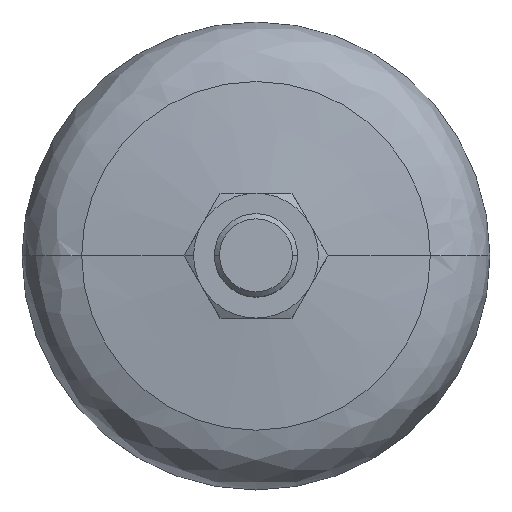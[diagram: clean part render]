
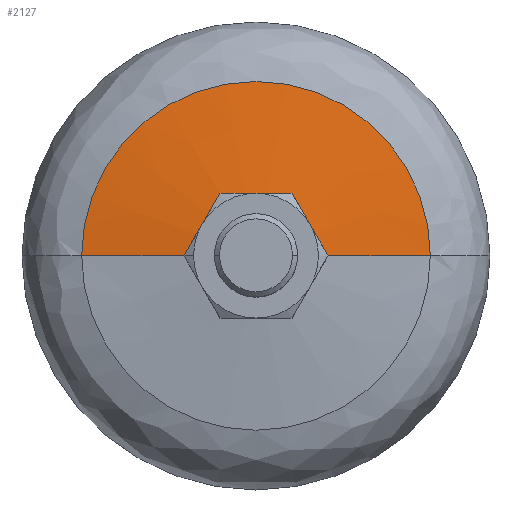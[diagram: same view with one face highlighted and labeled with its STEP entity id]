
A CAD part, top view. The second image highlights one B-rep face of the part: STEP entity #2127.
In plain terms, the highlighted conical face has half-angle 83.25 degrees and reference radius 33.528 mm.
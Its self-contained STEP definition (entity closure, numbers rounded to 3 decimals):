
#40 = DIRECTION ( 'NONE',  ( -1., 0., 0. ) ) ;
#114 = ORIENTED_EDGE ( 'NONE', *, *, #150, .T. ) ;
#122 = CIRCLE ( 'NONE', #1241, 7.42 ) ;
#150 = EDGE_CURVE ( 'NONE', #1510, #458, #2641, .T. ) ;
#152 = CARTESIAN_POINT ( 'NONE',  ( 0., 0., 17.91 ) ) ;
#184 = AXIS2_PLACEMENT_3D ( 'NONE', #152, #2588, #1348 ) ;
#254 = CARTESIAN_POINT ( 'NONE',  ( 0., 0., 17.91 ) ) ;
#255 = CARTESIAN_POINT ( 'NONE',  ( 33.528, 0., 17.91 ) ) ;
#327 = EDGE_LOOP ( 'NONE', ( #964, #114, #1178, #1884, #2363, #1585 ) ) ;
#403 = CARTESIAN_POINT ( 'NONE',  ( 3.578, 6.5, 21. ) ) ;
#409 = CIRCLE ( 'NONE', #1841, 7.42 ) ;
#441 = VECTOR ( 'NONE', #920, 1000. ) ;
#458 = VERTEX_POINT ( 'NONE', #255 ) ;
#585 = CARTESIAN_POINT ( 'NONE',  ( 0., 0., 21. ) ) ;
#593 = VERTEX_POINT ( 'NONE', #2123 ) ;
#628 = AXIS2_PLACEMENT_3D ( 'NONE', #2083, #1848, #1029 ) ;
#629 = DIRECTION ( 'NONE',  ( -1., 0., 0. ) ) ;
#875 = AXIS2_PLACEMENT_3D ( 'NONE', #254, #2105, #40 ) ;
#892 = DIRECTION ( 'NONE',  ( 0., 0., -1. ) ) ;
#897 = DIRECTION ( 'NONE',  ( -0.993, 0., -0.118 ) ) ;
#902 = DIRECTION ( 'NONE',  ( -1., 0., 0. ) ) ;
#914 = CARTESIAN_POINT ( 'NONE',  ( -33.528, 0., 17.91 ) ) ;
#920 = DIRECTION ( 'NONE',  ( 0.993, 0., -0.118 ) ) ;
#964 = ORIENTED_EDGE ( 'NONE', *, *, #1135, .T. ) ;
#1029 = DIRECTION ( 'NONE',  ( -1., 0., 0. ) ) ;
#1135 = EDGE_CURVE ( 'NONE', #2584, #1510, #409, .T. ) ;
#1178 = ORIENTED_EDGE ( 'NONE', *, *, #1724, .F. ) ;
#1199 = CARTESIAN_POINT ( 'NONE',  ( 7.42, 0., 21. ) ) ;
#1241 = AXIS2_PLACEMENT_3D ( 'NONE', #2566, #892, #902 ) ;
#1269 = EDGE_CURVE ( 'NONE', #1526, #2584, #122, .T. ) ;
#1312 = CONICAL_SURFACE ( 'NONE', #875, 33.528, 1.453 ) ;
#1348 = DIRECTION ( 'NONE',  ( 1., 0., 0. ) ) ;
#1443 = VERTEX_POINT ( 'NONE', #2000 ) ;
#1510 = VERTEX_POINT ( 'NONE', #1199 ) ;
#1522 = EDGE_CURVE ( 'NONE', #593, #1526, #2135, .T. ) ;
#1526 = VERTEX_POINT ( 'NONE', #2645 ) ;
#1585 = ORIENTED_EDGE ( 'NONE', *, *, #1269, .T. ) ;
#1724 = EDGE_CURVE ( 'NONE', #1443, #458, #2536, .T. ) ;
#1841 = AXIS2_PLACEMENT_3D ( 'NONE', #585, #2434, #629 ) ;
#1848 = DIRECTION ( 'NONE',  ( 0., 0., -1. ) ) ;
#1884 = ORIENTED_EDGE ( 'NONE', *, *, #2248, .F. ) ;
#2000 = CARTESIAN_POINT ( 'NONE',  ( -33.528, 0., 17.91 ) ) ;
#2083 = CARTESIAN_POINT ( 'NONE',  ( 0., 0., 21. ) ) ;
#2105 = DIRECTION ( 'NONE',  ( 0., 0., -1. ) ) ;
#2123 = CARTESIAN_POINT ( 'NONE',  ( -7.42, 0., 21. ) ) ;
#2127 = ADVANCED_FACE ( 'NONE', ( #2498 ), #1312, .T. ) ;
#2135 = CIRCLE ( 'NONE', #628, 7.42 ) ;
#2143 = LINE ( 'NONE', #914, #2268 ) ;
#2248 = EDGE_CURVE ( 'NONE', #593, #1443, #2143, .T. ) ;
#2268 = VECTOR ( 'NONE', #897, 1000. ) ;
#2363 = ORIENTED_EDGE ( 'NONE', *, *, #1522, .T. ) ;
#2364 = CARTESIAN_POINT ( 'NONE',  ( 33.528, 0., 17.91 ) ) ;
#2434 = DIRECTION ( 'NONE',  ( 0., 0., -1. ) ) ;
#2498 = FACE_OUTER_BOUND ( 'NONE', #327, .T. ) ;
#2536 = CIRCLE ( 'NONE', #184, 33.528 ) ;
#2566 = CARTESIAN_POINT ( 'NONE',  ( 0., 0., 21. ) ) ;
#2584 = VERTEX_POINT ( 'NONE', #403 ) ;
#2588 = DIRECTION ( 'NONE',  ( 0., 0., -1. ) ) ;
#2641 = LINE ( 'NONE', #2364, #441 ) ;
#2645 = CARTESIAN_POINT ( 'NONE',  ( -3.578, 6.5, 21. ) ) ;
